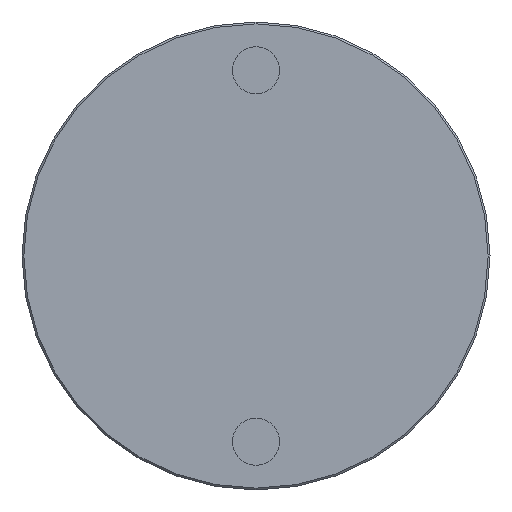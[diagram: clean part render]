
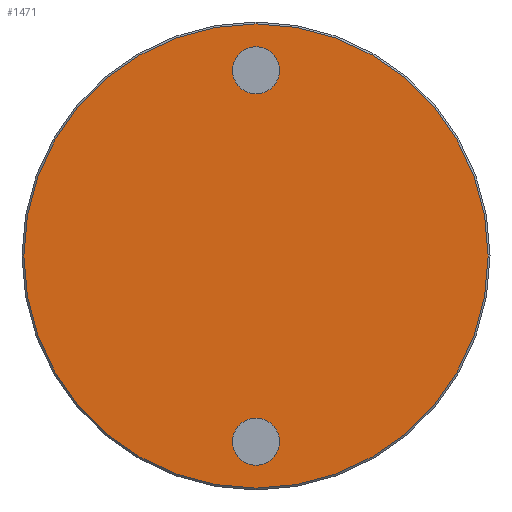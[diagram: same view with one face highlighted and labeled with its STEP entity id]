
A CAD part, front view. The second image highlights one B-rep face of the part: STEP entity #1471.
In plain terms, the highlighted planar face has unit normal (0, -1, 0).
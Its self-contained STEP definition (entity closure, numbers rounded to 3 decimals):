
#45 = EDGE_CURVE ( 'NONE', #4609, #1963, #1979, .T. ) ;
#223 = EDGE_CURVE ( 'NONE', #1963, #4609, #4313, .T. ) ;
#521 = AXIS2_PLACEMENT_3D ( 'NONE', #1482, #3252, #5509 ) ;
#847 = DIRECTION ( 'NONE',  ( 1., 0., 0. ) ) ;
#921 = ORIENTED_EDGE ( 'NONE', *, *, #223, .T. ) ;
#945 = EDGE_CURVE ( 'NONE', #7524, #2616, #1850, .T. ) ;
#994 = AXIS2_PLACEMENT_3D ( 'NONE', #7333, #3783, #6068 ) ;
#1151 = ORIENTED_EDGE ( 'NONE', *, *, #5873, .T. ) ;
#1157 = PLANE ( 'NONE',  #2716 ) ;
#1273 = DIRECTION ( 'NONE',  ( -1., 0., 0. ) ) ;
#1471 = ADVANCED_FACE ( 'NONE', ( #4702, #3561, #6388 ), #1157, .T. ) ;
#1482 = CARTESIAN_POINT ( 'NONE',  ( 0., 0., 0. ) ) ;
#1593 = CARTESIAN_POINT ( 'NONE',  ( -6.25, 0., -49.25 ) ) ;
#1822 = DIRECTION ( 'NONE',  ( 0., -1., 0. ) ) ;
#1850 = CIRCLE ( 'NONE', #4631, 6.25 ) ;
#1963 = VERTEX_POINT ( 'NONE', #5361 ) ;
#1979 = CIRCLE ( 'NONE', #994, 61.574 ) ;
#2003 = DIRECTION ( 'NONE',  ( 0., 1., 0. ) ) ;
#2188 = VERTEX_POINT ( 'NONE', #6397 ) ;
#2351 = CARTESIAN_POINT ( 'NONE',  ( 64.037, 0., 64.037 ) ) ;
#2384 = DIRECTION ( 'NONE',  ( 0., 1., 0. ) ) ;
#2616 = VERTEX_POINT ( 'NONE', #3365 ) ;
#2706 = VERTEX_POINT ( 'NONE', #3028 ) ;
#2716 = AXIS2_PLACEMENT_3D ( 'NONE', #2351, #1822, #1273 ) ;
#3028 = CARTESIAN_POINT ( 'NONE',  ( 6.25, 0., 49.25 ) ) ;
#3079 = CARTESIAN_POINT ( 'NONE',  ( 0., 0., 49.25 ) ) ;
#3252 = DIRECTION ( 'NONE',  ( 0., -1., 0. ) ) ;
#3365 = CARTESIAN_POINT ( 'NONE',  ( 6.25, 0., -49.25 ) ) ;
#3385 = EDGE_LOOP ( 'NONE', ( #6272, #7554 ) ) ;
#3393 = DIRECTION ( 'NONE',  ( 0., 1., 0. ) ) ;
#3559 = CIRCLE ( 'NONE', #5026, 6.25 ) ;
#3561 = FACE_BOUND ( 'NONE', #3385, .T. ) ;
#3610 = CARTESIAN_POINT ( 'NONE',  ( 0., 0., 49.25 ) ) ;
#3647 = DIRECTION ( 'NONE',  ( 1., 0., 0. ) ) ;
#3783 = DIRECTION ( 'NONE',  ( 0., -1., 0. ) ) ;
#4098 = CIRCLE ( 'NONE', #5091, 6.25 ) ;
#4154 = DIRECTION ( 'NONE',  ( 1., 0., 0. ) ) ;
#4157 = CIRCLE ( 'NONE', #4406, 6.25 ) ;
#4313 = CIRCLE ( 'NONE', #521, 61.574 ) ;
#4320 = ORIENTED_EDGE ( 'NONE', *, *, #45, .T. ) ;
#4406 = AXIS2_PLACEMENT_3D ( 'NONE', #3079, #2384, #4154 ) ;
#4609 = VERTEX_POINT ( 'NONE', #5245 ) ;
#4631 = AXIS2_PLACEMENT_3D ( 'NONE', #6739, #3393, #6218 ) ;
#4696 = ORIENTED_EDGE ( 'NONE', *, *, #6432, .T. ) ;
#4702 = FACE_BOUND ( 'NONE', #6113, .T. ) ;
#5026 = AXIS2_PLACEMENT_3D ( 'NONE', #3610, #5224, #3647 ) ;
#5054 = EDGE_LOOP ( 'NONE', ( #4320, #921 ) ) ;
#5091 = AXIS2_PLACEMENT_3D ( 'NONE', #5530, #2003, #847 ) ;
#5224 = DIRECTION ( 'NONE',  ( 0., 1., 0. ) ) ;
#5245 = CARTESIAN_POINT ( 'NONE',  ( 0., 0., 61.574 ) ) ;
#5361 = CARTESIAN_POINT ( 'NONE',  ( 0., 0., -61.574 ) ) ;
#5509 = DIRECTION ( 'NONE',  ( 0., 0., 1. ) ) ;
#5530 = CARTESIAN_POINT ( 'NONE',  ( 0., 0., -49.25 ) ) ;
#5737 = EDGE_CURVE ( 'NONE', #2616, #7524, #4098, .T. ) ;
#5873 = EDGE_CURVE ( 'NONE', #2706, #2188, #4157, .T. ) ;
#6068 = DIRECTION ( 'NONE',  ( 0., 0., 1. ) ) ;
#6113 = EDGE_LOOP ( 'NONE', ( #1151, #4696 ) ) ;
#6218 = DIRECTION ( 'NONE',  ( 1., 0., 0. ) ) ;
#6272 = ORIENTED_EDGE ( 'NONE', *, *, #5737, .T. ) ;
#6388 = FACE_OUTER_BOUND ( 'NONE', #5054, .T. ) ;
#6397 = CARTESIAN_POINT ( 'NONE',  ( -6.25, 0., 49.25 ) ) ;
#6432 = EDGE_CURVE ( 'NONE', #2188, #2706, #3559, .T. ) ;
#6739 = CARTESIAN_POINT ( 'NONE',  ( 0., 0., -49.25 ) ) ;
#7333 = CARTESIAN_POINT ( 'NONE',  ( 0., 0., 0. ) ) ;
#7524 = VERTEX_POINT ( 'NONE', #1593 ) ;
#7554 = ORIENTED_EDGE ( 'NONE', *, *, #945, .T. ) ;
